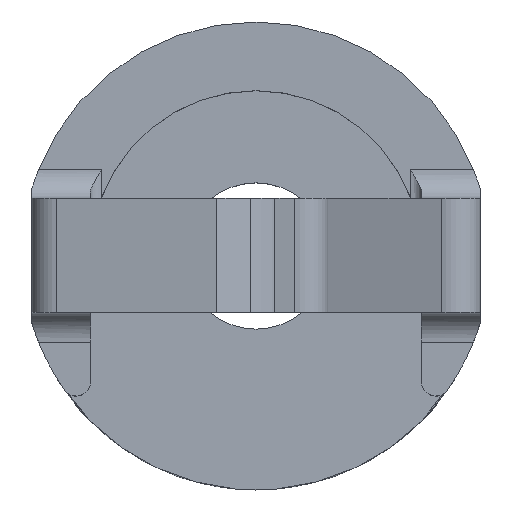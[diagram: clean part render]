
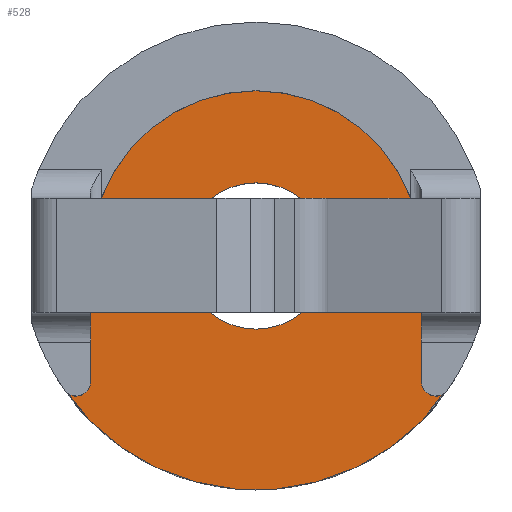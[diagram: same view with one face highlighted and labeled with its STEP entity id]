
A CAD part, top view. The second image highlights one B-rep face of the part: STEP entity #528.
In plain terms, the highlighted planar face has unit normal (0, 0, 1).
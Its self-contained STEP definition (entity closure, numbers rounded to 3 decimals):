
#2 = VERTEX_POINT ( 'NONE', #876 ) ;
#21 = CARTESIAN_POINT ( 'NONE',  ( -5.65, -2.032, 1.6 ) ) ;
#64 = DIRECTION ( 'NONE',  ( 1., 0., 0. ) ) ;
#88 = DIRECTION ( 'NONE',  ( 1., 0., 0. ) ) ;
#112 = EDGE_CURVE ( 'NONE', #855, #739, #1373, .T. ) ;
#114 = VERTEX_POINT ( 'NONE', #1720 ) ;
#134 = AXIS2_PLACEMENT_3D ( 'NONE', #865, #197, #1146 ) ;
#146 = LINE ( 'NONE', #268, #705 ) ;
#173 = CARTESIAN_POINT ( 'NONE',  ( -5.65, -0.856, 1.6 ) ) ;
#197 = DIRECTION ( 'NONE',  ( 0., 0., 1. ) ) ;
#199 = ORIENTED_EDGE ( 'NONE', *, *, #1346, .T. ) ;
#222 = FACE_BOUND ( 'NONE', #409, .T. ) ;
#223 = CARTESIAN_POINT ( 'NONE',  ( 5.65, -2.032, 1.6 ) ) ;
#235 = DIRECTION ( 'NONE',  ( 1., 0., 0. ) ) ;
#255 = CARTESIAN_POINT ( 'NONE',  ( 6.15, -4.293, 1.6 ) ) ;
#263 = AXIS2_PLACEMENT_3D ( 'NONE', #973, #442, #836 ) ;
#268 = CARTESIAN_POINT ( 'NONE',  ( 5.65, -4.293, 1.6 ) ) ;
#290 = ORIENTED_EDGE ( 'NONE', *, *, #978, .T. ) ;
#312 = CARTESIAN_POINT ( 'NONE',  ( 0., 0., 1.6 ) ) ;
#325 = CARTESIAN_POINT ( 'NONE',  ( 5.65, -1.358, 1.6 ) ) ;
#381 = EDGE_CURVE ( 'NONE', #830, #673, #407, .T. ) ;
#407 = CIRCLE ( 'NONE', #263, 8. ) ;
#409 = EDGE_LOOP ( 'NONE', ( #1317, #858 ) ) ;
#427 = EDGE_CURVE ( 'NONE', #822, #1539, #1030, .T. ) ;
#429 = ORIENTED_EDGE ( 'NONE', *, *, #1290, .T. ) ;
#442 = DIRECTION ( 'NONE',  ( 0., 0., 1. ) ) ;
#451 = CARTESIAN_POINT ( 'NONE',  ( 5.65, -0.859, 1.6 ) ) ;
#500 = FACE_OUTER_BOUND ( 'NONE', #1152, .T. ) ;
#528 = ADVANCED_FACE ( 'NONE', ( #222, #500 ), #1033, .T. ) ;
#543 = AXIS2_PLACEMENT_3D ( 'NONE', #1696, #1172, #235 ) ;
#547 = CARTESIAN_POINT ( 'NONE',  ( 2.5, 0., 1.6 ) ) ;
#556 = AXIS2_PLACEMENT_3D ( 'NONE', #255, #1446, #1039 ) ;
#586 = CARTESIAN_POINT ( 'NONE',  ( 5.65, -0.693, 1.6 ) ) ;
#588 = ORIENTED_EDGE ( 'NONE', *, *, #1657, .T. ) ;
#611 = CARTESIAN_POINT ( 'NONE',  ( -5.65, -2.032, 1.6 ) ) ;
#673 = VERTEX_POINT ( 'NONE', #928 ) ;
#681 = B_SPLINE_CURVE_WITH_KNOTS ( 'NONE', 3,
 ( #223, #1278, #325, #451, #586, #1155, #980, #1286 ),
 .UNSPECIFIED., .F., .F.,
 ( 4, 2, 2, 4 ),
 ( 0., 0.5, 0.75, 1. ),
 .UNSPECIFIED. ) ;
#702 = AXIS2_PLACEMENT_3D ( 'NONE', #1177, #1444, #88 ) ;
#705 = VECTOR ( 'NONE', #1349, 1000. ) ;
#719 = CARTESIAN_POINT ( 'NONE',  ( -5.65, -1.69, 1.6 ) ) ;
#739 = VERTEX_POINT ( 'NONE', #547 ) ;
#802 = EDGE_CURVE ( 'NONE', #114, #885, #146, .T. ) ;
#822 = VERTEX_POINT ( 'NONE', #1483 ) ;
#830 = VERTEX_POINT ( 'NONE', #1495 ) ;
#834 = ORIENTED_EDGE ( 'NONE', *, *, #802, .T. ) ;
#836 = DIRECTION ( 'NONE',  ( 1., 0., 0. ) ) ;
#840 = DIRECTION ( 'NONE',  ( 1., 0., 0. ) ) ;
#855 = VERTEX_POINT ( 'NONE', #1675 ) ;
#858 = ORIENTED_EDGE ( 'NONE', *, *, #1666, .F. ) ;
#864 = DIRECTION ( 'NONE',  ( 0., 0., 1. ) ) ;
#865 = CARTESIAN_POINT ( 'NONE',  ( 0., 0., 1.6 ) ) ;
#876 = CARTESIAN_POINT ( 'NONE',  ( 5.65, 0., 1.6 ) ) ;
#885 = VERTEX_POINT ( 'NONE', #1664 ) ;
#890 = AXIS2_PLACEMENT_3D ( 'NONE', #312, #864, #64 ) ;
#898 = CIRCLE ( 'NONE', #134, 5.65 ) ;
#916 = CIRCLE ( 'NONE', #1251, 2.5 ) ;
#928 = CARTESIAN_POINT ( 'NONE',  ( 6.56, -4.579, 1.6 ) ) ;
#970 = CARTESIAN_POINT ( 'NONE',  ( 0., 0., 1.6 ) ) ;
#973 = CARTESIAN_POINT ( 'NONE',  ( 0., 0., 1.6 ) ) ;
#978 = EDGE_CURVE ( 'NONE', #673, #114, #1397, .T. ) ;
#980 = CARTESIAN_POINT ( 'NONE',  ( 5.65, -0.18, 1.6 ) ) ;
#995 = ORIENTED_EDGE ( 'NONE', *, *, #427, .T. ) ;
#1030 = B_SPLINE_CURVE_WITH_KNOTS ( 'NONE', 3,
 ( #1487, #1636, #1382, #1512, #173, #1229, #719, #21 ),
 .UNSPECIFIED., .F., .F.,
 ( 4, 2, 2, 4 ),
 ( 0., 0.25, 0.5, 1. ),
 .UNSPECIFIED. ) ;
#1033 = PLANE ( 'NONE',  #890 ) ;
#1039 = DIRECTION ( 'NONE',  ( 1., 0., 0. ) ) ;
#1082 = VECTOR ( 'NONE', #1105, 1000. ) ;
#1105 = DIRECTION ( 'NONE',  ( 0., -1., 0. ) ) ;
#1146 = DIRECTION ( 'NONE',  ( 1., 0., 0. ) ) ;
#1152 = EDGE_LOOP ( 'NONE', ( #429, #199, #995, #588, #1404, #1381, #290, #834 ) ) ;
#1155 = CARTESIAN_POINT ( 'NONE',  ( 5.65, -0.355, 1.6 ) ) ;
#1172 = DIRECTION ( 'NONE',  ( 0., 0., -1. ) ) ;
#1177 = CARTESIAN_POINT ( 'NONE',  ( 0., 0., 1.6 ) ) ;
#1229 = CARTESIAN_POINT ( 'NONE',  ( -5.65, -1.356, 1.6 ) ) ;
#1251 = AXIS2_PLACEMENT_3D ( 'NONE', #970, #1509, #840 ) ;
#1275 = LINE ( 'NONE', #611, #1082 ) ;
#1278 = CARTESIAN_POINT ( 'NONE',  ( 5.65, -1.691, 1.6 ) ) ;
#1286 = CARTESIAN_POINT ( 'NONE',  ( 5.65, 0., 1.6 ) ) ;
#1290 = EDGE_CURVE ( 'NONE', #885, #2, #681, .T. ) ;
#1299 = CIRCLE ( 'NONE', #543, 0.5 ) ;
#1317 = ORIENTED_EDGE ( 'NONE', *, *, #112, .F. ) ;
#1346 = EDGE_CURVE ( 'NONE', #2, #822, #898, .T. ) ;
#1348 = VERTEX_POINT ( 'NONE', #1690 ) ;
#1349 = DIRECTION ( 'NONE',  ( 0., 1., 0. ) ) ;
#1373 = CIRCLE ( 'NONE', #702, 2.5 ) ;
#1381 = ORIENTED_EDGE ( 'NONE', *, *, #381, .T. ) ;
#1382 = CARTESIAN_POINT ( 'NONE',  ( -5.65, -0.35, 1.6 ) ) ;
#1397 = CIRCLE ( 'NONE', #556, 0.5 ) ;
#1404 = ORIENTED_EDGE ( 'NONE', *, *, #1454, .T. ) ;
#1441 = CARTESIAN_POINT ( 'NONE',  ( -5.65, -2.032, 1.6 ) ) ;
#1444 = DIRECTION ( 'NONE',  ( 0., 0., 1. ) ) ;
#1446 = DIRECTION ( 'NONE',  ( 0., 0., -1. ) ) ;
#1454 = EDGE_CURVE ( 'NONE', #1348, #830, #1299, .T. ) ;
#1483 = CARTESIAN_POINT ( 'NONE',  ( -5.65, 0., 1.6 ) ) ;
#1487 = CARTESIAN_POINT ( 'NONE',  ( -5.65, 0., 1.6 ) ) ;
#1495 = CARTESIAN_POINT ( 'NONE',  ( -6.56, -4.579, 1.6 ) ) ;
#1509 = DIRECTION ( 'NONE',  ( 0., 0., 1. ) ) ;
#1512 = CARTESIAN_POINT ( 'NONE',  ( -5.65, -0.689, 1.6 ) ) ;
#1539 = VERTEX_POINT ( 'NONE', #1441 ) ;
#1636 = CARTESIAN_POINT ( 'NONE',  ( -5.65, -0.178, 1.6 ) ) ;
#1657 = EDGE_CURVE ( 'NONE', #1539, #1348, #1275, .T. ) ;
#1664 = CARTESIAN_POINT ( 'NONE',  ( 5.65, -2.032, 1.6 ) ) ;
#1666 = EDGE_CURVE ( 'NONE', #739, #855, #916, .T. ) ;
#1675 = CARTESIAN_POINT ( 'NONE',  ( -2.5, 0., 1.6 ) ) ;
#1690 = CARTESIAN_POINT ( 'NONE',  ( -5.65, -4.293, 1.6 ) ) ;
#1696 = CARTESIAN_POINT ( 'NONE',  ( -6.15, -4.293, 1.6 ) ) ;
#1720 = CARTESIAN_POINT ( 'NONE',  ( 5.65, -4.293, 1.6 ) ) ;
